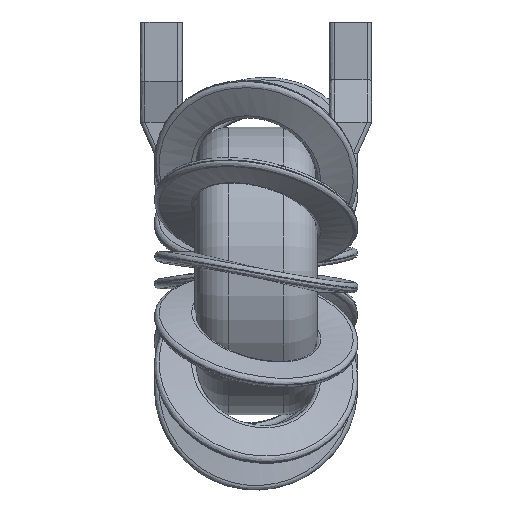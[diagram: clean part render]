
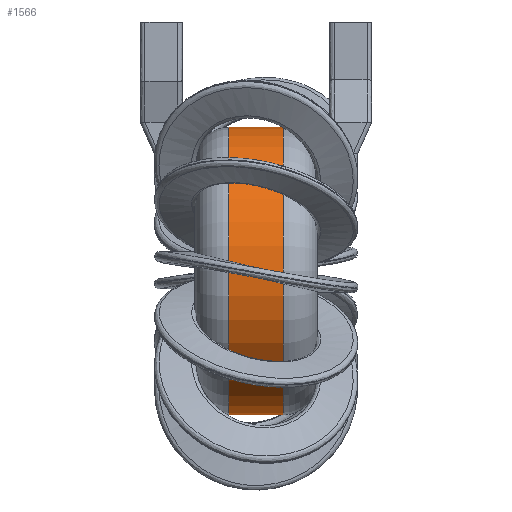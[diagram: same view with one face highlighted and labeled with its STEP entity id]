
A CAD part, left-side view. The second image highlights one B-rep face of the part: STEP entity #1566.
In plain terms, the highlighted cylindrical face has radius 13.785 mm (diameter 27.57 mm), a partial arc.
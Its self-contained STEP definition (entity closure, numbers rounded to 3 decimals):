
#419 = CARTESIAN_POINT ( 'NONE',  ( 0., 11.7, 0. ) ) ;
#519 = AXIS2_PLACEMENT_3D ( 'NONE', #419, #3624, #6971 ) ;
#849 = DIRECTION ( 'NONE',  ( 0., 0., 1. ) ) ;
#1028 = VERTEX_POINT ( 'NONE', #2873 ) ;
#1150 = ORIENTED_EDGE ( 'NONE', *, *, #10831, .T. ) ;
#1478 = AXIS2_PLACEMENT_3D ( 'NONE', #5023, #7569, #849 ) ;
#1566 = ADVANCED_FACE ( 'NONE', ( #6113 ), #1827, .T. ) ;
#1585 = CARTESIAN_POINT ( 'NONE',  ( 0., 3.25, -13.785 ) ) ;
#1768 = VERTEX_POINT ( 'NONE', #3909 ) ;
#1827 = CYLINDRICAL_SURFACE ( 'NONE', #519, 13.785 ) ;
#2231 = VECTOR ( 'NONE', #8590, 1000. ) ;
#2691 = EDGE_LOOP ( 'NONE', ( #10557, #7786, #10145, #1150 ) ) ;
#2873 = CARTESIAN_POINT ( 'NONE',  ( 0., 3.25, 13.785 ) ) ;
#3414 = DIRECTION ( 'NONE',  ( 0., 0., 1. ) ) ;
#3427 = DIRECTION ( 'NONE',  ( 0., -1., 0. ) ) ;
#3624 = DIRECTION ( 'NONE',  ( 0., -1., 0. ) ) ;
#3909 = CARTESIAN_POINT ( 'NONE',  ( 0., 8.45, -13.785 ) ) ;
#4488 = LINE ( 'NONE', #9214, #10266 ) ;
#4555 = EDGE_CURVE ( 'NONE', #5824, #1768, #8467, .T. ) ;
#5023 = CARTESIAN_POINT ( 'NONE',  ( 0., 3.25, 0. ) ) ;
#5824 = VERTEX_POINT ( 'NONE', #8912 ) ;
#5921 = DIRECTION ( 'NONE',  ( 0., -1., 0. ) ) ;
#6113 = FACE_OUTER_BOUND ( 'NONE', #2691, .T. ) ;
#6971 = DIRECTION ( 'NONE',  ( 0., 0., -1. ) ) ;
#6977 = VERTEX_POINT ( 'NONE', #1585 ) ;
#7113 = CIRCLE ( 'NONE', #1478, 13.785 ) ;
#7569 = DIRECTION ( 'NONE',  ( 0., 1., 0. ) ) ;
#7690 = LINE ( 'NONE', #7710, #2231 ) ;
#7710 = CARTESIAN_POINT ( 'NONE',  ( 0., 11.7, -13.785 ) ) ;
#7786 = ORIENTED_EDGE ( 'NONE', *, *, #4555, .T. ) ;
#8286 = CARTESIAN_POINT ( 'NONE',  ( 0., 8.45, 0. ) ) ;
#8467 = CIRCLE ( 'NONE', #9429, 13.785 ) ;
#8590 = DIRECTION ( 'NONE',  ( 0., -1., 0. ) ) ;
#8898 = EDGE_CURVE ( 'NONE', #1768, #6977, #7690, .T. ) ;
#8912 = CARTESIAN_POINT ( 'NONE',  ( 0., 8.45, 13.785 ) ) ;
#9214 = CARTESIAN_POINT ( 'NONE',  ( 0., 11.7, 13.785 ) ) ;
#9429 = AXIS2_PLACEMENT_3D ( 'NONE', #8286, #5921, #3414 ) ;
#10145 = ORIENTED_EDGE ( 'NONE', *, *, #8898, .T. ) ;
#10266 = VECTOR ( 'NONE', #3427, 1000. ) ;
#10557 = ORIENTED_EDGE ( 'NONE', *, *, #10696, .F. ) ;
#10696 = EDGE_CURVE ( 'NONE', #5824, #1028, #4488, .T. ) ;
#10831 = EDGE_CURVE ( 'NONE', #6977, #1028, #7113, .T. ) ;
